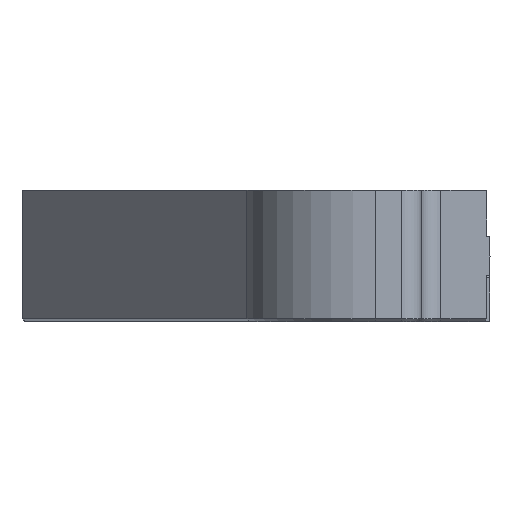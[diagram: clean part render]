
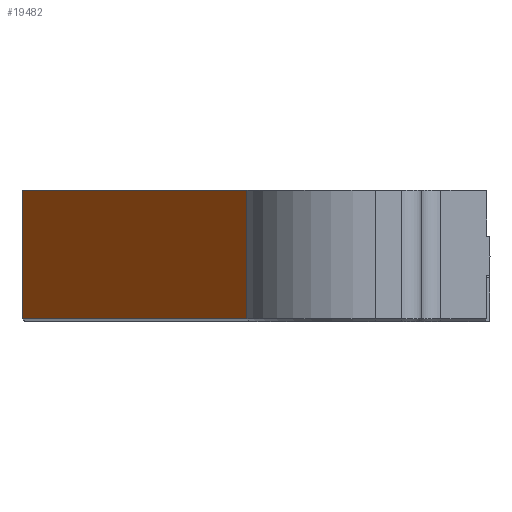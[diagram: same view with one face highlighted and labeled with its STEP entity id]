
A CAD part, front view. The second image highlights one B-rep face of the part: STEP entity #19482.
In plain terms, the highlighted planar face has unit normal (-0.978, -0.208, 0).
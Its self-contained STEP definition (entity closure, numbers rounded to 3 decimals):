
#642=FACE_OUTER_BOUND('',#1681,.T.);
#1681=EDGE_LOOP('',(#13033,#13034,#13035,#13036));
#3420=LINE('',#28114,#5876);
#3447=LINE('',#28177,#5903);
#3448=LINE('',#28180,#5904);
#3449=LINE('',#28181,#5905);
#5876=VECTOR('',#22451,10.);
#5903=VECTOR('',#22516,10.);
#5904=VECTOR('',#22519,10.);
#5905=VECTOR('',#22520,10.);
#8337=VERTEX_POINT('',#28108);
#8338=VERTEX_POINT('',#28112);
#8355=VERTEX_POINT('',#28175);
#8356=VERTEX_POINT('',#28179);
#10162=EDGE_CURVE('',#8337,#8338,#3420,.T.);
#10194=EDGE_CURVE('',#8338,#8355,#3447,.T.);
#10195=EDGE_CURVE('',#8355,#8356,#3448,.T.);
#10196=EDGE_CURVE('',#8356,#8337,#3449,.T.);
#13033=ORIENTED_EDGE('',*,*,#10162,.T.);
#13034=ORIENTED_EDGE('',*,*,#10194,.T.);
#13035=ORIENTED_EDGE('',*,*,#10195,.T.);
#13036=ORIENTED_EDGE('',*,*,#10196,.T.);
#17727=PLANE('',#20434);
#19482=ADVANCED_FACE('',(#642),#17727,.F.);
#20434=AXIS2_PLACEMENT_3D('',#28178,#22517,#22518);
#22451=DIRECTION('',(0.208,-0.978,0.));
#22516=DIRECTION('',(0.,0.,1.));
#22517=DIRECTION('center_axis',(0.978,0.208,0.));
#22518=DIRECTION('ref_axis',(-0.208,0.978,0.));
#22519=DIRECTION('',(-0.208,0.978,0.));
#22520=DIRECTION('',(0.,0.,-1.));
#28108=CARTESIAN_POINT('',(14.779,-18.455,110.));
#28112=CARTESIAN_POINT('',(48.937,-179.158,110.));
#28114=CARTESIAN_POINT('',(41.149,-142.517,110.));
#28175=CARTESIAN_POINT('',(48.937,-179.158,129.6));
#28177=CARTESIAN_POINT('',(48.937,-179.158,119.6));
#28178=CARTESIAN_POINT('Origin',(48.937,-179.158,119.6));
#28179=CARTESIAN_POINT('',(14.779,-18.455,129.6));
#28180=CARTESIAN_POINT('',(48.937,-179.158,129.6));
#28181=CARTESIAN_POINT('',(14.779,-18.455,119.6));
